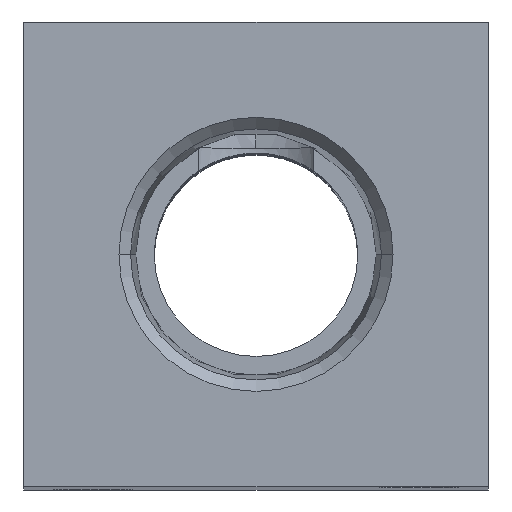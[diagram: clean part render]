
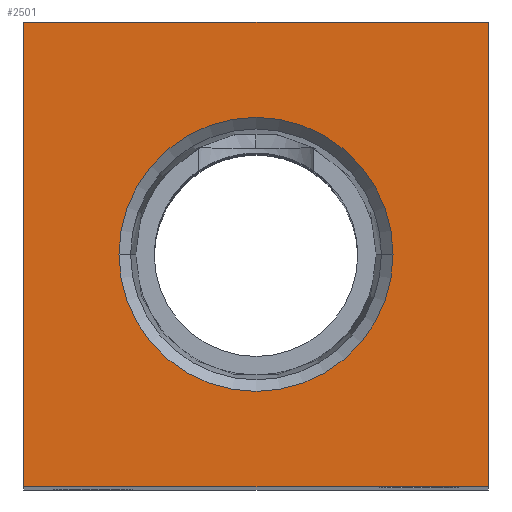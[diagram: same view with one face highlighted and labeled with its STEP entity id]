
A CAD part, top view. The second image highlights one B-rep face of the part: STEP entity #2501.
In plain terms, the highlighted planar face has unit normal (0, 0, 1).
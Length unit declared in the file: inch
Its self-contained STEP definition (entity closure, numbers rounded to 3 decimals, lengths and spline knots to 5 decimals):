
#67 = FACE_OUTER_BOUND ( 'NONE', #810, .T. ) ;
#71 = CARTESIAN_POINT ( 'NONE',  ( -0.5, -0.5, 2. ) ) ;
#128 = CARTESIAN_POINT ( 'NONE',  ( -0.29487, 0., 2. ) ) ;
#169 = EDGE_LOOP ( 'NONE', ( #1066, #1117 ) ) ;
#212 = LINE ( 'NONE', #236, #1862 ) ;
#231 = DIRECTION ( 'NONE',  ( 0., 1., 0. ) ) ;
#236 = CARTESIAN_POINT ( 'NONE',  ( 0.5, -0.5, 2. ) ) ;
#491 = EDGE_CURVE ( 'NONE', #2186, #1967, #212, .T. ) ;
#563 = VERTEX_POINT ( 'NONE', #128 ) ;
#571 = VERTEX_POINT ( 'NONE', #71 ) ;
#678 = VECTOR ( 'NONE', #2337, 39.37008 ) ;
#776 = CARTESIAN_POINT ( 'NONE',  ( 0.5, -0.5, 2. ) ) ;
#810 = EDGE_LOOP ( 'NONE', ( #1434, #2078, #2345, #1953 ) ) ;
#830 = AXIS2_PLACEMENT_3D ( 'NONE', #2527, #2523, #2517 ) ;
#855 = LINE ( 'NONE', #1596, #934 ) ;
#909 = EDGE_CURVE ( 'NONE', #563, #1247, #1754, .T. ) ;
#934 = VECTOR ( 'NONE', #1582, 39.37008 ) ;
#1000 = CARTESIAN_POINT ( 'NONE',  ( -0.5, 0.5, 2. ) ) ;
#1066 = ORIENTED_EDGE ( 'NONE', *, *, #2091, .F. ) ;
#1117 = ORIENTED_EDGE ( 'NONE', *, *, #909, .F. ) ;
#1193 = LINE ( 'NONE', #2368, #2256 ) ;
#1247 = VERTEX_POINT ( 'NONE', #1998 ) ;
#1260 = FACE_BOUND ( 'NONE', #169, .T. ) ;
#1373 = EDGE_CURVE ( 'NONE', #1967, #1548, #855, .T. ) ;
#1415 = PLANE ( 'NONE',  #1839 ) ;
#1434 = ORIENTED_EDGE ( 'NONE', *, *, #2532, .T. ) ;
#1468 = CARTESIAN_POINT ( 'NONE',  ( 0., 0., 2. ) ) ;
#1498 = AXIS2_PLACEMENT_3D ( 'NONE', #1588, #1607, #1600 ) ;
#1548 = VERTEX_POINT ( 'NONE', #1000 ) ;
#1582 = DIRECTION ( 'NONE',  ( -1., 0., 0. ) ) ;
#1587 = DIRECTION ( 'NONE',  ( 0., 0., 1. ) ) ;
#1588 = CARTESIAN_POINT ( 'NONE',  ( 0., 0., 2. ) ) ;
#1596 = CARTESIAN_POINT ( 'NONE',  ( 0.5, 0.5, 2. ) ) ;
#1600 = DIRECTION ( 'NONE',  ( 1., 0., 0. ) ) ;
#1606 = DIRECTION ( 'NONE',  ( 1., 0., 0. ) ) ;
#1607 = DIRECTION ( 'NONE',  ( 0., 0., 1. ) ) ;
#1633 = DIRECTION ( 'NONE',  ( 0., -1., 0. ) ) ;
#1754 = CIRCLE ( 'NONE', #830, 0.29487 ) ;
#1839 = AXIS2_PLACEMENT_3D ( 'NONE', #1468, #1587, #1606 ) ;
#1862 = VECTOR ( 'NONE', #231, 39.37008 ) ;
#1953 = ORIENTED_EDGE ( 'NONE', *, *, #1373, .T. ) ;
#1967 = VERTEX_POINT ( 'NONE', #2537 ) ;
#1998 = CARTESIAN_POINT ( 'NONE',  ( 0.29487, 0., 2. ) ) ;
#2008 = LINE ( 'NONE', #2173, #678 ) ;
#2078 = ORIENTED_EDGE ( 'NONE', *, *, #2448, .T. ) ;
#2091 = EDGE_CURVE ( 'NONE', #1247, #563, #2454, .T. ) ;
#2173 = CARTESIAN_POINT ( 'NONE',  ( 0.5, -0.5, 2. ) ) ;
#2186 = VERTEX_POINT ( 'NONE', #776 ) ;
#2256 = VECTOR ( 'NONE', #1633, 39.37008 ) ;
#2337 = DIRECTION ( 'NONE',  ( 1., 0., 0. ) ) ;
#2345 = ORIENTED_EDGE ( 'NONE', *, *, #491, .T. ) ;
#2368 = CARTESIAN_POINT ( 'NONE',  ( -0.5, -0.5, 2. ) ) ;
#2448 = EDGE_CURVE ( 'NONE', #571, #2186, #2008, .T. ) ;
#2454 = CIRCLE ( 'NONE', #1498, 0.29487 ) ;
#2501 = ADVANCED_FACE ( 'NONE', ( #1260, #67 ), #1415, .T. ) ;
#2517 = DIRECTION ( 'NONE',  ( 1., 0., 0. ) ) ;
#2523 = DIRECTION ( 'NONE',  ( 0., 0., 1. ) ) ;
#2527 = CARTESIAN_POINT ( 'NONE',  ( 0., 0., 2. ) ) ;
#2532 = EDGE_CURVE ( 'NONE', #1548, #571, #1193, .T. ) ;
#2537 = CARTESIAN_POINT ( 'NONE',  ( 0.5, 0.5, 2. ) ) ;
